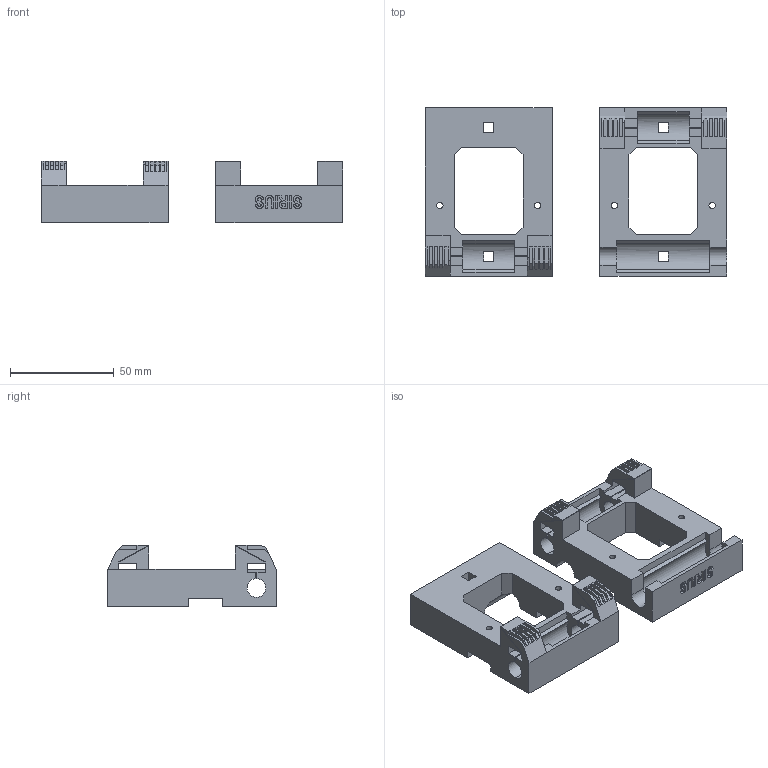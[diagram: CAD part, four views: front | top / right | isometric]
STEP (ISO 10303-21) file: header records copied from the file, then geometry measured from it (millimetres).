
FILE_DESCRIPTION (( 'STEP AP203' ), '1' );
FILE_NAME ('carro sirius.STEP', '2015-09-09T09:06:54', ( '' ), ( '' ), 'SwSTEP 2.0', 'SolidWorks 2014', '' );
FILE_SCHEMA (( 'CONFIG_CONTROL_DESIGN' ));
Length unit declared in the file: millimetre
Products named in the file (1): carro sirius
Bounding box: 145 x 81 x 29.46 mm (x, y, z)
Volume: 100718.1 mm3; surface area: 41948 mm2
Topology: 2 solids, 2 shells, 317 faces, 935 edges, 620 vertices
Faces by surface type: plane 273, cylinder 24, bspline 18, sphere 2
Entity records: 11133 total; most frequent: CARTESIAN_POINT 2618, ORIENTED_EDGE 1866, DIRECTION 1549, EDGE_CURVE 933, VECTOR 831, LINE 831, VERTEX_POINT 620, AXIS2_PLACEMENT_3D 359
